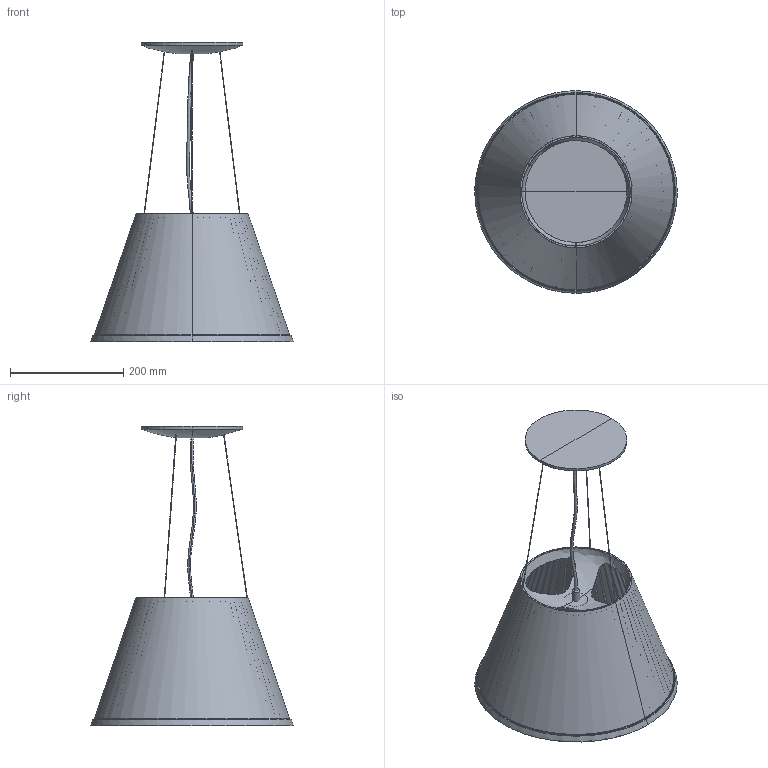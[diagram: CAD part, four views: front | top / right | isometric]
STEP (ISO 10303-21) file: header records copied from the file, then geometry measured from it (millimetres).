
FILE_DESCRIPTION(/* description */ (''),/* implementation_level */ '2;1');
FILE_NAME(/* name */ 'Choose_Sospensione_3D c',/* time_stamp */ '2011-10-27T17:46:53+02:00',/* author */ (''),/* organization */ (''),/* preprocessor_version */ 'ST-DEVELOPER v10',/* originating_system */ '',/* authorisation */ '');
FILE_SCHEMA (('CONFIG_CONTROL_DESIGN'));
Length unit declared in the file: millimetre
Products named in the file (1): 1
Bounding box: 358.1 x 358.27 x 529 mm (x, y, z)
Volume: 345863.5 mm3; surface area: 538488.7 mm2
Topology: 2 solids, 66 shells, 311 faces, 1239 edges, 748 vertices
Faces by surface type: bspline 311
Entity records: 22349 total; most frequent: CARTESIAN_POINT 16687, ORIENTED_EDGE 1793, EDGE_CURVE 1223, VERTEX_POINT 748, B_SPLINE_CURVE_WITH_KNOTS 569, EDGE_LOOP 326, ADVANCED_FACE 311, FACE_OUTER_BOUND 311
